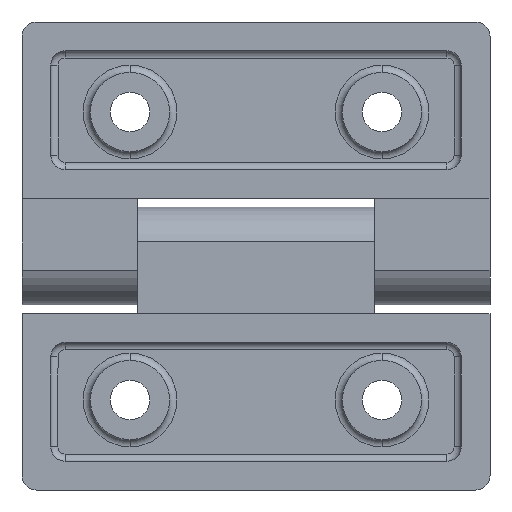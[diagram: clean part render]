
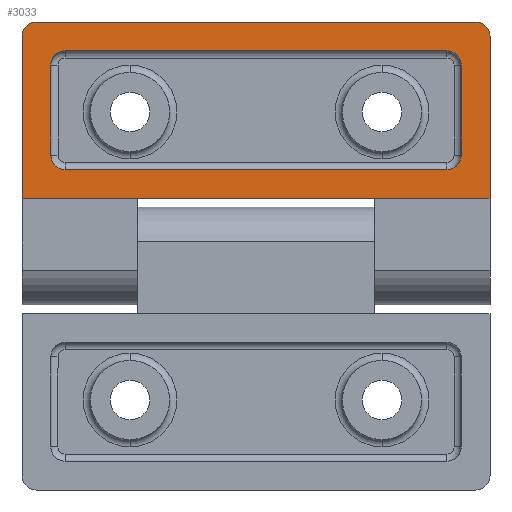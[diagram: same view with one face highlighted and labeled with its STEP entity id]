
A CAD part, front view. The second image highlights one B-rep face of the part: STEP entity #3033.
In plain terms, the highlighted planar face has unit normal (0, -1, 0).
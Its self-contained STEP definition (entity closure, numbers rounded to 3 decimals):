
#7 = VECTOR ( 'NONE', #214, 1000. ) ;
#8 = ORIENTED_EDGE ( 'NONE', *, *, #1938, .T. ) ;
#50 = DIRECTION ( 'NONE',  ( 0., 0., -1. ) ) ;
#77 = DIRECTION ( 'NONE',  ( 0., -1., 0. ) ) ;
#166 = EDGE_CURVE ( 'NONE', #1309, #2296, #2405, .T. ) ;
#178 = CARTESIAN_POINT ( 'NONE',  ( 32.5, -7., 32.5 ) ) ;
#203 = DIRECTION ( 'NONE',  ( 0., 0., 1. ) ) ;
#214 = DIRECTION ( 'NONE',  ( -1., 0., 0. ) ) ;
#304 = CARTESIAN_POINT ( 'NONE',  ( 28.5, -7., 26.5 ) ) ;
#312 = LINE ( 'NONE', #304, #1685 ) ;
#325 = ORIENTED_EDGE ( 'NONE', *, *, #1821, .F. ) ;
#350 = AXIS2_PLACEMENT_3D ( 'NONE', #1080, #1050, #1035 ) ;
#386 = CARTESIAN_POINT ( 'NONE',  ( 30.5, -7., 32.5 ) ) ;
#424 = VECTOR ( 'NONE', #2255, 1000. ) ;
#427 = CARTESIAN_POINT ( 'NONE',  ( -26.5, -7., 28.5 ) ) ;
#494 = DIRECTION ( 'NONE',  ( 0., 0., -1. ) ) ;
#553 = EDGE_CURVE ( 'NONE', #3318, #3528, #3381, .T. ) ;
#570 = CARTESIAN_POINT ( 'NONE',  ( -32.5, -7., 8. ) ) ;
#584 = VERTEX_POINT ( 'NONE', #3531 ) ;
#595 = CARTESIAN_POINT ( 'NONE',  ( 32.5, -7., 8. ) ) ;
#596 = DIRECTION ( 'NONE',  ( 1., 0., 0. ) ) ;
#620 = CARTESIAN_POINT ( 'NONE',  ( 26.5, -7., 28.5 ) ) ;
#673 = VERTEX_POINT ( 'NONE', #2356 ) ;
#761 = VERTEX_POINT ( 'NONE', #3785 ) ;
#809 = AXIS2_PLACEMENT_3D ( 'NONE', #1380, #2720, #2781 ) ;
#833 = FACE_OUTER_BOUND ( 'NONE', #1520, .T. ) ;
#850 = CARTESIAN_POINT ( 'NONE',  ( -26.5, -7., 28.5 ) ) ;
#862 = FACE_BOUND ( 'NONE', #2630, .T. ) ;
#895 = ORIENTED_EDGE ( 'NONE', *, *, #2652, .T. ) ;
#903 = AXIS2_PLACEMENT_3D ( 'NONE', #2208, #2258, #3726 ) ;
#909 = VECTOR ( 'NONE', #596, 1000. ) ;
#913 = CARTESIAN_POINT ( 'NONE',  ( 32.5, -7., 30.5 ) ) ;
#923 = ORIENTED_EDGE ( 'NONE', *, *, #553, .F. ) ;
#924 = VECTOR ( 'NONE', #50, 1000. ) ;
#1035 = DIRECTION ( 'NONE',  ( 0., 0., 1. ) ) ;
#1050 = DIRECTION ( 'NONE',  ( 0., -1., 0. ) ) ;
#1057 = CARTESIAN_POINT ( 'NONE',  ( -28.5, -7., 26.5 ) ) ;
#1080 = CARTESIAN_POINT ( 'NONE',  ( 30.5, -7., 30.5 ) ) ;
#1096 = DIRECTION ( 'NONE',  ( -1., 0., 0. ) ) ;
#1179 = LINE ( 'NONE', #178, #7 ) ;
#1203 = LINE ( 'NONE', #570, #3512 ) ;
#1241 = EDGE_CURVE ( 'NONE', #3179, #2306, #2584, .T. ) ;
#1309 = VERTEX_POINT ( 'NONE', #913 ) ;
#1380 = CARTESIAN_POINT ( 'NONE',  ( 32.5, -7., 8. ) ) ;
#1520 = EDGE_LOOP ( 'NONE', ( #8, #895, #3041, #923, #1693, #2076 ) ) ;
#1525 = EDGE_CURVE ( 'NONE', #2657, #3144, #3781, .T. ) ;
#1673 = EDGE_CURVE ( 'NONE', #2306, #584, #2465, .T. ) ;
#1685 = VECTOR ( 'NONE', #203, 1000. ) ;
#1693 = ORIENTED_EDGE ( 'NONE', *, *, #2984, .F. ) ;
#1762 = PLANE ( 'NONE',  #809 ) ;
#1821 = EDGE_CURVE ( 'NONE', #2348, #673, #3209, .T. ) ;
#1832 = DIRECTION ( 'NONE',  ( 0., 0., -1. ) ) ;
#1902 = CARTESIAN_POINT ( 'NONE',  ( -32.5, -7., 30.5 ) ) ;
#1908 = ORIENTED_EDGE ( 'NONE', *, *, #2643, .F. ) ;
#1938 = EDGE_CURVE ( 'NONE', #2296, #761, #1179, .T. ) ;
#1990 = AXIS2_PLACEMENT_3D ( 'NONE', #2394, #2357, #2303 ) ;
#1997 = CARTESIAN_POINT ( 'NONE',  ( -32.5, -7., 8. ) ) ;
#2004 = LINE ( 'NONE', #3707, #909 ) ;
#2009 = AXIS2_PLACEMENT_3D ( 'NONE', #2641, #2490, #2437 ) ;
#2011 = CARTESIAN_POINT ( 'NONE',  ( 28.5, -7., 26.5 ) ) ;
#2076 = ORIENTED_EDGE ( 'NONE', *, *, #166, .T. ) ;
#2078 = ORIENTED_EDGE ( 'NONE', *, *, #1525, .F. ) ;
#2152 = CIRCLE ( 'NONE', #2009, 2. ) ;
#2164 = EDGE_CURVE ( 'NONE', #584, #2348, #2889, .T. ) ;
#2169 = CARTESIAN_POINT ( 'NONE',  ( 26.5, -7., 12. ) ) ;
#2208 = CARTESIAN_POINT ( 'NONE',  ( 26.5, -7., 14. ) ) ;
#2239 = CARTESIAN_POINT ( 'NONE',  ( 28.5, -7., 14. ) ) ;
#2255 = DIRECTION ( 'NONE',  ( -1., 0., 0. ) ) ;
#2258 = DIRECTION ( 'NONE',  ( 0., -1., 0. ) ) ;
#2296 = VERTEX_POINT ( 'NONE', #386 ) ;
#2303 = DIRECTION ( 'NONE',  ( 0., 0., 1. ) ) ;
#2306 = VERTEX_POINT ( 'NONE', #427 ) ;
#2348 = VERTEX_POINT ( 'NONE', #3262 ) ;
#2356 = CARTESIAN_POINT ( 'NONE',  ( -26.5, -7., 12. ) ) ;
#2357 = DIRECTION ( 'NONE',  ( 0., -1., 0. ) ) ;
#2394 = CARTESIAN_POINT ( 'NONE',  ( -30.5, -7., 30.5 ) ) ;
#2405 = CIRCLE ( 'NONE', #350, 2. ) ;
#2437 = DIRECTION ( 'NONE',  ( 0., 0., 1. ) ) ;
#2465 = CIRCLE ( 'NONE', #2882, 2. ) ;
#2490 = DIRECTION ( 'NONE',  ( 0., -1., 0. ) ) ;
#2568 = ORIENTED_EDGE ( 'NONE', *, *, #2164, .F. ) ;
#2584 = LINE ( 'NONE', #850, #424 ) ;
#2630 = EDGE_LOOP ( 'NONE', ( #2568, #2645, #3070, #1908, #3464, #2078, #3409, #325 ) ) ;
#2641 = CARTESIAN_POINT ( 'NONE',  ( 26.5, -7., 26.5 ) ) ;
#2643 = EDGE_CURVE ( 'NONE', #2930, #3179, #2152, .T. ) ;
#2645 = ORIENTED_EDGE ( 'NONE', *, *, #1673, .F. ) ;
#2652 = EDGE_CURVE ( 'NONE', #761, #3462, #3824, .T. ) ;
#2657 = VERTEX_POINT ( 'NONE', #2169 ) ;
#2720 = DIRECTION ( 'NONE',  ( 0., 1., 0. ) ) ;
#2733 = CARTESIAN_POINT ( 'NONE',  ( -26.5, -7., 26.5 ) ) ;
#2777 = EDGE_CURVE ( 'NONE', #3144, #2930, #312, .T. ) ;
#2781 = DIRECTION ( 'NONE',  ( 0., 0., 1. ) ) ;
#2882 = AXIS2_PLACEMENT_3D ( 'NONE', #2733, #77, #1832 ) ;
#2889 = LINE ( 'NONE', #1057, #3492 ) ;
#2930 = VERTEX_POINT ( 'NONE', #2011 ) ;
#2984 = EDGE_CURVE ( 'NONE', #1309, #3318, #3168, .T. ) ;
#2998 = EDGE_CURVE ( 'NONE', #673, #2657, #2004, .T. ) ;
#3033 = ADVANCED_FACE ( 'NONE', ( #862, #833 ), #1762, .F. ) ;
#3036 = VECTOR ( 'NONE', #1096, 1000. ) ;
#3041 = ORIENTED_EDGE ( 'NONE', *, *, #3652, .T. ) ;
#3070 = ORIENTED_EDGE ( 'NONE', *, *, #1241, .F. ) ;
#3100 = CARTESIAN_POINT ( 'NONE',  ( 32.5, -7., 8. ) ) ;
#3144 = VERTEX_POINT ( 'NONE', #2239 ) ;
#3168 = LINE ( 'NONE', #3282, #924 ) ;
#3179 = VERTEX_POINT ( 'NONE', #620 ) ;
#3209 = CIRCLE ( 'NONE', #3329, 2. ) ;
#3262 = CARTESIAN_POINT ( 'NONE',  ( -28.5, -7., 14. ) ) ;
#3282 = CARTESIAN_POINT ( 'NONE',  ( 32.5, -7., 8. ) ) ;
#3318 = VERTEX_POINT ( 'NONE', #3100 ) ;
#3329 = AXIS2_PLACEMENT_3D ( 'NONE', #3490, #3540, #3550 ) ;
#3381 = LINE ( 'NONE', #595, #3036 ) ;
#3408 = DIRECTION ( 'NONE',  ( 0., 0., -1. ) ) ;
#3409 = ORIENTED_EDGE ( 'NONE', *, *, #2998, .F. ) ;
#3462 = VERTEX_POINT ( 'NONE', #1902 ) ;
#3464 = ORIENTED_EDGE ( 'NONE', *, *, #2777, .F. ) ;
#3490 = CARTESIAN_POINT ( 'NONE',  ( -26.5, -7., 14. ) ) ;
#3492 = VECTOR ( 'NONE', #494, 1000. ) ;
#3512 = VECTOR ( 'NONE', #3408, 1000. ) ;
#3528 = VERTEX_POINT ( 'NONE', #1997 ) ;
#3531 = CARTESIAN_POINT ( 'NONE',  ( -28.5, -7., 26.5 ) ) ;
#3540 = DIRECTION ( 'NONE',  ( 0., -1., 0. ) ) ;
#3550 = DIRECTION ( 'NONE',  ( 0., 0., 1. ) ) ;
#3652 = EDGE_CURVE ( 'NONE', #3462, #3528, #1203, .T. ) ;
#3707 = CARTESIAN_POINT ( 'NONE',  ( -26.5, -7., 12. ) ) ;
#3726 = DIRECTION ( 'NONE',  ( 0., 0., 1. ) ) ;
#3781 = CIRCLE ( 'NONE', #903, 2. ) ;
#3785 = CARTESIAN_POINT ( 'NONE',  ( -30.5, -7., 32.5 ) ) ;
#3824 = CIRCLE ( 'NONE', #1990, 2. ) ;
